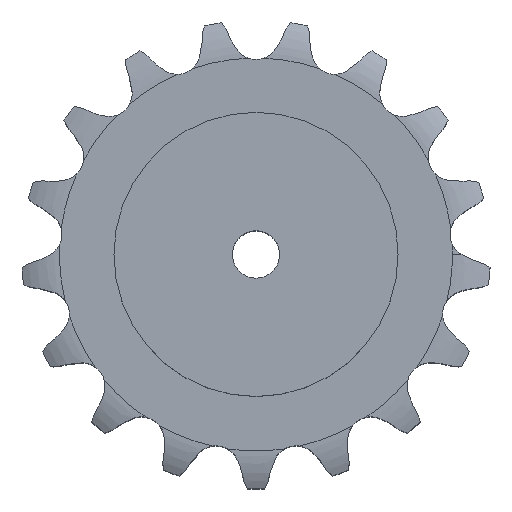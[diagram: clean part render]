
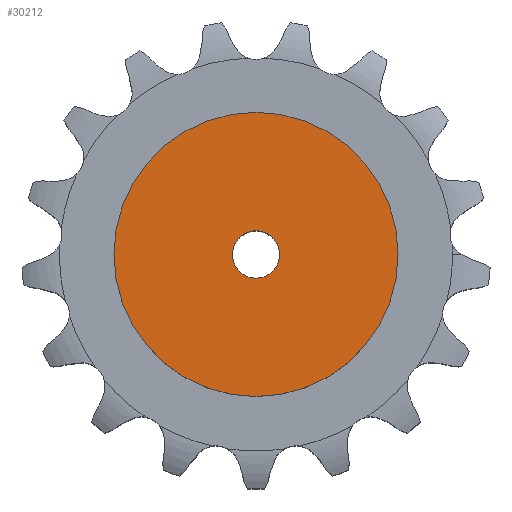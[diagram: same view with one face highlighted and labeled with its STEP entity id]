
A CAD part, top view. The second image highlights one B-rep face of the part: STEP entity #30212.
In plain terms, the highlighted planar face has unit normal (0, 0, 1).
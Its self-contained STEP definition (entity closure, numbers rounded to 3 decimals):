
#16242 = CYLINDRICAL_SURFACE('',#16243,15.);
#16243 = AXIS2_PLACEMENT_3D('',#16244,#16245,#16246);
#16244 = CARTESIAN_POINT('',(0.,0.,497.748));
#16245 = DIRECTION('',(0.,0.,1.));
#16246 = DIRECTION('',(1.,0.,0.));
#20549 = EDGE_CURVE('',#20550,#20550,#20552,.T.);
#20550 = VERTEX_POINT('',#20551);
#20551 = CARTESIAN_POINT('',(15.,0.,180.));
#20552 = SURFACE_CURVE('',#20553,(#20558,#20565),.PCURVE_S1.);
#20553 = CIRCLE('',#20554,15.);
#20554 = AXIS2_PLACEMENT_3D('',#20555,#20556,#20557);
#20555 = CARTESIAN_POINT('',(0.,0.,180.));
#20556 = DIRECTION('',(0.,0.,1.));
#20557 = DIRECTION('',(1.,0.,0.));
#20558 = PCURVE('',#16242,#20559);
#20559 = DEFINITIONAL_REPRESENTATION('',(#20560),#20564);
#20560 = LINE('',#20561,#20562);
#20561 = CARTESIAN_POINT('',(0.,-317.748));
#20562 = VECTOR('',#20563,1.);
#20563 = DIRECTION('',(1.,0.));
#20564 = ( GEOMETRIC_REPRESENTATION_CONTEXT(2) 
PARAMETRIC_REPRESENTATION_CONTEXT() REPRESENTATION_CONTEXT('2D SPACE',''
  ) );
#20565 = PCURVE('',#20566,#20571);
#20566 = PLANE('',#20567);
#20567 = AXIS2_PLACEMENT_3D('',#20568,#20569,#20570);
#20568 = CARTESIAN_POINT('',(0.,0.,180.
    ));
#20569 = DIRECTION('',(0.,0.,1.));
#20570 = DIRECTION('',(1.,0.,0.));
#20571 = DEFINITIONAL_REPRESENTATION('',(#20572),#20576);
#20572 = CIRCLE('',#20573,15.);
#20573 = AXIS2_PLACEMENT_2D('',#20574,#20575);
#20574 = CARTESIAN_POINT('',(0.,0.));
#20575 = DIRECTION('',(1.,0.));
#20576 = ( GEOMETRIC_REPRESENTATION_CONTEXT(2) 
PARAMETRIC_REPRESENTATION_CONTEXT() REPRESENTATION_CONTEXT('2D SPACE',''
  ) );
#30212 = ADVANCED_FACE('',(#30213,#30244),#20566,.T.);
#30213 = FACE_BOUND('',#30214,.T.);
#30214 = EDGE_LOOP('',(#30215));
#30215 = ORIENTED_EDGE('',*,*,#30216,.T.);
#30216 = EDGE_CURVE('',#30217,#30217,#30219,.T.);
#30217 = VERTEX_POINT('',#30218);
#30218 = CARTESIAN_POINT('',(90.,0.,180.));
#30219 = SURFACE_CURVE('',#30220,(#30225,#30232),.PCURVE_S1.);
#30220 = CIRCLE('',#30221,90.);
#30221 = AXIS2_PLACEMENT_3D('',#30222,#30223,#30224);
#30222 = CARTESIAN_POINT('',(0.,0.,180.));
#30223 = DIRECTION('',(0.,0.,1.));
#30224 = DIRECTION('',(1.,0.,0.));
#30225 = PCURVE('',#20566,#30226);
#30226 = DEFINITIONAL_REPRESENTATION('',(#30227),#30231);
#30227 = CIRCLE('',#30228,90.);
#30228 = AXIS2_PLACEMENT_2D('',#30229,#30230);
#30229 = CARTESIAN_POINT('',(0.,0.));
#30230 = DIRECTION('',(1.,0.));
#30231 = ( GEOMETRIC_REPRESENTATION_CONTEXT(2) 
PARAMETRIC_REPRESENTATION_CONTEXT() REPRESENTATION_CONTEXT('2D SPACE',''
  ) );
#30232 = PCURVE('',#30233,#30238);
#30233 = CYLINDRICAL_SURFACE('',#30234,90.);
#30234 = AXIS2_PLACEMENT_3D('',#30235,#30236,#30237);
#30235 = CARTESIAN_POINT('',(0.,0.,0.));
#30236 = DIRECTION('',(-0.,-0.,-1.));
#30237 = DIRECTION('',(1.,0.,0.));
#30238 = DEFINITIONAL_REPRESENTATION('',(#30239),#30243);
#30239 = LINE('',#30240,#30241);
#30240 = CARTESIAN_POINT('',(-0.,-180.));
#30241 = VECTOR('',#30242,1.);
#30242 = DIRECTION('',(-1.,0.));
#30243 = ( GEOMETRIC_REPRESENTATION_CONTEXT(2) 
PARAMETRIC_REPRESENTATION_CONTEXT() REPRESENTATION_CONTEXT('2D SPACE',''
  ) );
#30244 = FACE_BOUND('',#30245,.T.);
#30245 = EDGE_LOOP('',(#30246));
#30246 = ORIENTED_EDGE('',*,*,#20549,.F.);
